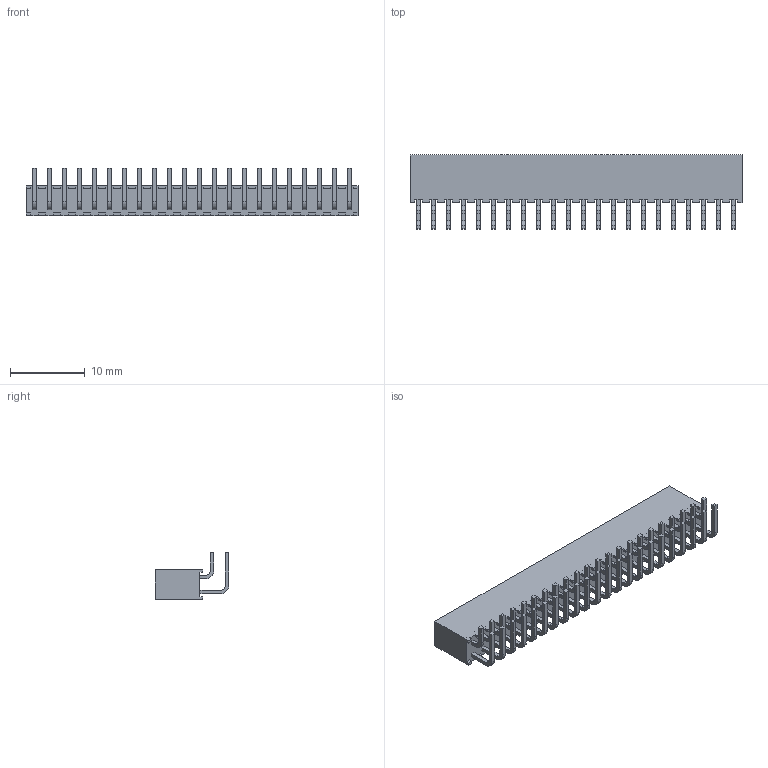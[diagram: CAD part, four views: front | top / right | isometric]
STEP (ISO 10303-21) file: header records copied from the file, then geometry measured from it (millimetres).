
FILE_DESCRIPTION(/* description */ ('STEP AP214'),/* implementation_level */ '2;1');
FILE_NAME(/* name */ 'SQT-122-01-F-D-RA',/* time_stamp */ '2025-07-06T04:53:41+02:00',/* author */ ('License CC BY-ND 4.0'),/* organization */ ('CADENAS'),/* preprocessor_version */ 'ST-DEVELOPER v19.3',/* originating_system */ 'PARTsolutions',/* authorisation */ ' ');
FILE_SCHEMA (('AUTOMOTIVE_DESIGN {1 0 10303 214 3 1 1}'));
Length unit declared in the file: inch
Products named in the file (3): SQT-122-01-F-D-RA; S1SQT-122-01-F-D-RA; P1SQT-122-01-F-D-RA
Assembly tree (2 placements, depth 2):
  SQT-122-01-F-D-RA
    S1SQT-122-01-F-D-RA
    P1SQT-122-01-F-D-RA
Bounding box: 44.3 x 9.87 x 6.29 mm (x, y, z)
Volume: 1139.8 mm3; surface area: 2684.8 mm2
Topology: 2 solids, 2 shells, 1292 faces, 3468 edges, 2312 vertices
Faces by surface type: plane 1160, cylinder 132
Entity records: 39854 total; most frequent: CARTESIAN_POINT 7075, ORIENTED_EDGE 6936, DIRECTION 6322, EDGE_CURVE 3468, LINE 3204, VECTOR 3204, VERTEX_POINT 2312, AXIS2_PLACEMENT_3D 1559
